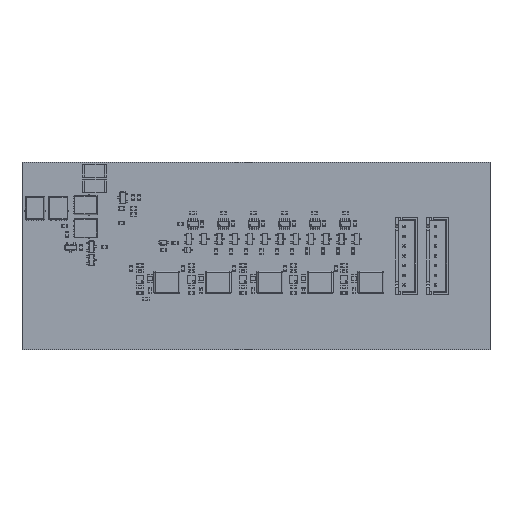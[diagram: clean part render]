
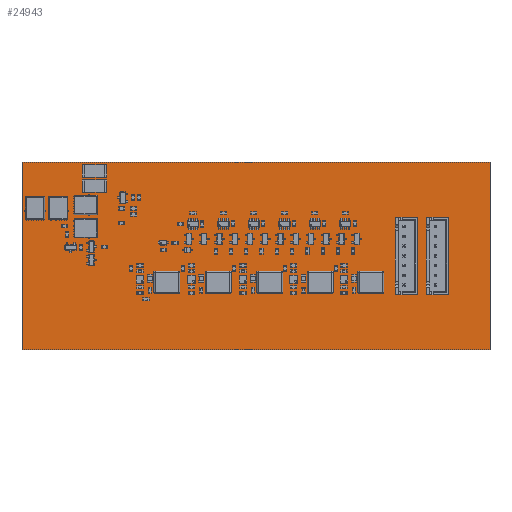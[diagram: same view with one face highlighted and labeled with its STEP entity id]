
A CAD part, top view. The second image highlights one B-rep face of the part: STEP entity #24943.
In plain terms, the highlighted planar face has unit normal (0, 0, 1).
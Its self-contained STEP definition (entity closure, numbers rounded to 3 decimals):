
#24677 = VERTEX_POINT('',#24678);
#24678 = CARTESIAN_POINT('',(60.,-24.,1.516));
#24684 = EDGE_CURVE('',#24677,#24685,#24687,.T.);
#24685 = VERTEX_POINT('',#24686);
#24686 = CARTESIAN_POINT('',(-60.,-24.,1.516));
#24687 = LINE('',#24688,#24689);
#24688 = CARTESIAN_POINT('',(60.,-24.,1.516));
#24689 = VECTOR('',#24690,1.);
#24690 = DIRECTION('',(-1.,0.,0.));
#24717 = VERTEX_POINT('',#24718);
#24718 = CARTESIAN_POINT('',(60.,24.,1.516));
#24724 = EDGE_CURVE('',#24717,#24677,#24725,.T.);
#24725 = LINE('',#24726,#24727);
#24726 = CARTESIAN_POINT('',(60.,24.,1.516));
#24727 = VECTOR('',#24728,1.);
#24728 = DIRECTION('',(0.,-1.,0.));
#24746 = EDGE_CURVE('',#24685,#24747,#24749,.T.);
#24747 = VERTEX_POINT('',#24748);
#24748 = CARTESIAN_POINT('',(-60.,24.,1.516));
#24749 = LINE('',#24750,#24751);
#24750 = CARTESIAN_POINT('',(-60.,-24.,1.516));
#24751 = VECTOR('',#24752,1.);
#24752 = DIRECTION('',(0.,1.,0.));
#24943 = ADVANCED_FACE('',(#24944,#24955,#24966,#24977,#24988,#24999,
    #25010,#25021,#25032,#25043,#25054,#25065,#25076,#25087,#25098),
  #25109,.T.);
#24944 = FACE_BOUND('',#24945,.T.);
#24945 = EDGE_LOOP('',(#24946,#24947,#24948,#24954));
#24946 = ORIENTED_EDGE('',*,*,#24684,.F.);
#24947 = ORIENTED_EDGE('',*,*,#24724,.F.);
#24948 = ORIENTED_EDGE('',*,*,#24949,.F.);
#24949 = EDGE_CURVE('',#24747,#24717,#24950,.T.);
#24950 = LINE('',#24951,#24952);
#24951 = CARTESIAN_POINT('',(-60.,24.,1.516));
#24952 = VECTOR('',#24953,1.);
#24953 = DIRECTION('',(1.,0.,0.));
#24954 = ORIENTED_EDGE('',*,*,#24746,.F.);
#24955 = FACE_BOUND('',#24956,.T.);
#24956 = EDGE_LOOP('',(#24957));
#24957 = ORIENTED_EDGE('',*,*,#24958,.T.);
#24958 = EDGE_CURVE('',#24959,#24959,#24961,.T.);
#24959 = VERTEX_POINT('',#24960);
#24960 = CARTESIAN_POINT('',(38.,-7.975,1.516));
#24961 = CIRCLE('',#24962,0.475);
#24962 = AXIS2_PLACEMENT_3D('',#24963,#24964,#24965);
#24963 = CARTESIAN_POINT('',(38.,-7.5,1.516));
#24964 = DIRECTION('',(-0.,0.,-1.));
#24965 = DIRECTION('',(-0.,-1.,0.));
#24966 = FACE_BOUND('',#24967,.T.);
#24967 = EDGE_LOOP('',(#24968));
#24968 = ORIENTED_EDGE('',*,*,#24969,.T.);
#24969 = EDGE_CURVE('',#24970,#24970,#24972,.T.);
#24970 = VERTEX_POINT('',#24971);
#24971 = CARTESIAN_POINT('',(38.,-5.475,1.516));
#24972 = CIRCLE('',#24973,0.475);
#24973 = AXIS2_PLACEMENT_3D('',#24974,#24975,#24976);
#24974 = CARTESIAN_POINT('',(38.,-5.,1.516));
#24975 = DIRECTION('',(-0.,0.,-1.));
#24976 = DIRECTION('',(-0.,-1.,0.));
#24977 = FACE_BOUND('',#24978,.T.);
#24978 = EDGE_LOOP('',(#24979));
#24979 = ORIENTED_EDGE('',*,*,#24980,.T.);
#24980 = EDGE_CURVE('',#24981,#24981,#24983,.T.);
#24981 = VERTEX_POINT('',#24982);
#24982 = CARTESIAN_POINT('',(38.,-2.975,1.516));
#24983 = CIRCLE('',#24984,0.475);
#24984 = AXIS2_PLACEMENT_3D('',#24985,#24986,#24987);
#24985 = CARTESIAN_POINT('',(38.,-2.5,1.516));
#24986 = DIRECTION('',(-0.,0.,-1.));
#24987 = DIRECTION('',(-0.,-1.,0.));
#24988 = FACE_BOUND('',#24989,.T.);
#24989 = EDGE_LOOP('',(#24990));
#24990 = ORIENTED_EDGE('',*,*,#24991,.T.);
#24991 = EDGE_CURVE('',#24992,#24992,#24994,.T.);
#24992 = VERTEX_POINT('',#24993);
#24993 = CARTESIAN_POINT('',(46.,-7.975,1.516));
#24994 = CIRCLE('',#24995,0.475);
#24995 = AXIS2_PLACEMENT_3D('',#24996,#24997,#24998);
#24996 = CARTESIAN_POINT('',(46.,-7.5,1.516));
#24997 = DIRECTION('',(-0.,0.,-1.));
#24998 = DIRECTION('',(-0.,-1.,0.));
#24999 = FACE_BOUND('',#25000,.T.);
#25000 = EDGE_LOOP('',(#25001));
#25001 = ORIENTED_EDGE('',*,*,#25002,.T.);
#25002 = EDGE_CURVE('',#25003,#25003,#25005,.T.);
#25003 = VERTEX_POINT('',#25004);
#25004 = CARTESIAN_POINT('',(46.,-5.475,1.516));
#25005 = CIRCLE('',#25006,0.475);
#25006 = AXIS2_PLACEMENT_3D('',#25007,#25008,#25009);
#25007 = CARTESIAN_POINT('',(46.,-5.,1.516));
#25008 = DIRECTION('',(-0.,0.,-1.));
#25009 = DIRECTION('',(-0.,-1.,0.));
#25010 = FACE_BOUND('',#25011,.T.);
#25011 = EDGE_LOOP('',(#25012));
#25012 = ORIENTED_EDGE('',*,*,#25013,.T.);
#25013 = EDGE_CURVE('',#25014,#25014,#25016,.T.);
#25014 = VERTEX_POINT('',#25015);
#25015 = CARTESIAN_POINT('',(46.,-2.975,1.516));
#25016 = CIRCLE('',#25017,0.475);
#25017 = AXIS2_PLACEMENT_3D('',#25018,#25019,#25020);
#25018 = CARTESIAN_POINT('',(46.,-2.5,1.516));
#25019 = DIRECTION('',(-0.,0.,-1.));
#25020 = DIRECTION('',(-0.,-1.,0.));
#25021 = FACE_BOUND('',#25022,.T.);
#25022 = EDGE_LOOP('',(#25023));
#25023 = ORIENTED_EDGE('',*,*,#25024,.T.);
#25024 = EDGE_CURVE('',#25025,#25025,#25027,.T.);
#25025 = VERTEX_POINT('',#25026);
#25026 = CARTESIAN_POINT('',(38.,-0.475,1.516));
#25027 = CIRCLE('',#25028,0.475);
#25028 = AXIS2_PLACEMENT_3D('',#25029,#25030,#25031);
#25029 = CARTESIAN_POINT('',(38.,0.,1.516));
#25030 = DIRECTION('',(-0.,0.,-1.));
#25031 = DIRECTION('',(-0.,-1.,0.));
#25032 = FACE_BOUND('',#25033,.T.);
#25033 = EDGE_LOOP('',(#25034));
#25034 = ORIENTED_EDGE('',*,*,#25035,.T.);
#25035 = EDGE_CURVE('',#25036,#25036,#25038,.T.);
#25036 = VERTEX_POINT('',#25037);
#25037 = CARTESIAN_POINT('',(38.,2.025,1.516));
#25038 = CIRCLE('',#25039,0.475);
#25039 = AXIS2_PLACEMENT_3D('',#25040,#25041,#25042);
#25040 = CARTESIAN_POINT('',(38.,2.5,1.516));
#25041 = DIRECTION('',(-0.,0.,-1.));
#25042 = DIRECTION('',(-0.,-1.,0.));
#25043 = FACE_BOUND('',#25044,.T.);
#25044 = EDGE_LOOP('',(#25045));
#25045 = ORIENTED_EDGE('',*,*,#25046,.T.);
#25046 = EDGE_CURVE('',#25047,#25047,#25049,.T.);
#25047 = VERTEX_POINT('',#25048);
#25048 = CARTESIAN_POINT('',(38.,4.525,1.516));
#25049 = CIRCLE('',#25050,0.475);
#25050 = AXIS2_PLACEMENT_3D('',#25051,#25052,#25053);
#25051 = CARTESIAN_POINT('',(38.,5.,1.516));
#25052 = DIRECTION('',(-0.,0.,-1.));
#25053 = DIRECTION('',(-0.,-1.,0.));
#25054 = FACE_BOUND('',#25055,.T.);
#25055 = EDGE_LOOP('',(#25056));
#25056 = ORIENTED_EDGE('',*,*,#25057,.T.);
#25057 = EDGE_CURVE('',#25058,#25058,#25060,.T.);
#25058 = VERTEX_POINT('',#25059);
#25059 = CARTESIAN_POINT('',(38.,7.025,1.516));
#25060 = CIRCLE('',#25061,0.475);
#25061 = AXIS2_PLACEMENT_3D('',#25062,#25063,#25064);
#25062 = CARTESIAN_POINT('',(38.,7.5,1.516));
#25063 = DIRECTION('',(-0.,0.,-1.));
#25064 = DIRECTION('',(-0.,-1.,0.));
#25065 = FACE_BOUND('',#25066,.T.);
#25066 = EDGE_LOOP('',(#25067));
#25067 = ORIENTED_EDGE('',*,*,#25068,.T.);
#25068 = EDGE_CURVE('',#25069,#25069,#25071,.T.);
#25069 = VERTEX_POINT('',#25070);
#25070 = CARTESIAN_POINT('',(46.,-0.475,1.516));
#25071 = CIRCLE('',#25072,0.475);
#25072 = AXIS2_PLACEMENT_3D('',#25073,#25074,#25075);
#25073 = CARTESIAN_POINT('',(46.,0.,1.516));
#25074 = DIRECTION('',(-0.,0.,-1.));
#25075 = DIRECTION('',(-0.,-1.,0.));
#25076 = FACE_BOUND('',#25077,.T.);
#25077 = EDGE_LOOP('',(#25078));
#25078 = ORIENTED_EDGE('',*,*,#25079,.T.);
#25079 = EDGE_CURVE('',#25080,#25080,#25082,.T.);
#25080 = VERTEX_POINT('',#25081);
#25081 = CARTESIAN_POINT('',(46.,2.025,1.516));
#25082 = CIRCLE('',#25083,0.475);
#25083 = AXIS2_PLACEMENT_3D('',#25084,#25085,#25086);
#25084 = CARTESIAN_POINT('',(46.,2.5,1.516));
#25085 = DIRECTION('',(-0.,0.,-1.));
#25086 = DIRECTION('',(-0.,-1.,0.));
#25087 = FACE_BOUND('',#25088,.T.);
#25088 = EDGE_LOOP('',(#25089));
#25089 = ORIENTED_EDGE('',*,*,#25090,.T.);
#25090 = EDGE_CURVE('',#25091,#25091,#25093,.T.);
#25091 = VERTEX_POINT('',#25092);
#25092 = CARTESIAN_POINT('',(46.,4.525,1.516));
#25093 = CIRCLE('',#25094,0.475);
#25094 = AXIS2_PLACEMENT_3D('',#25095,#25096,#25097);
#25095 = CARTESIAN_POINT('',(46.,5.,1.516));
#25096 = DIRECTION('',(-0.,0.,-1.));
#25097 = DIRECTION('',(-0.,-1.,0.));
#25098 = FACE_BOUND('',#25099,.T.);
#25099 = EDGE_LOOP('',(#25100));
#25100 = ORIENTED_EDGE('',*,*,#25101,.T.);
#25101 = EDGE_CURVE('',#25102,#25102,#25104,.T.);
#25102 = VERTEX_POINT('',#25103);
#25103 = CARTESIAN_POINT('',(46.,7.025,1.516));
#25104 = CIRCLE('',#25105,0.475);
#25105 = AXIS2_PLACEMENT_3D('',#25106,#25107,#25108);
#25106 = CARTESIAN_POINT('',(46.,7.5,1.516));
#25107 = DIRECTION('',(-0.,0.,-1.));
#25108 = DIRECTION('',(-0.,-1.,0.));
#25109 = PLANE('',#25110);
#25110 = AXIS2_PLACEMENT_3D('',#25111,#25112,#25113);
#25111 = CARTESIAN_POINT('',(0.,0.,1.516));
#25112 = DIRECTION('',(0.,0.,1.));
#25113 = DIRECTION('',(1.,0.,-0.));
